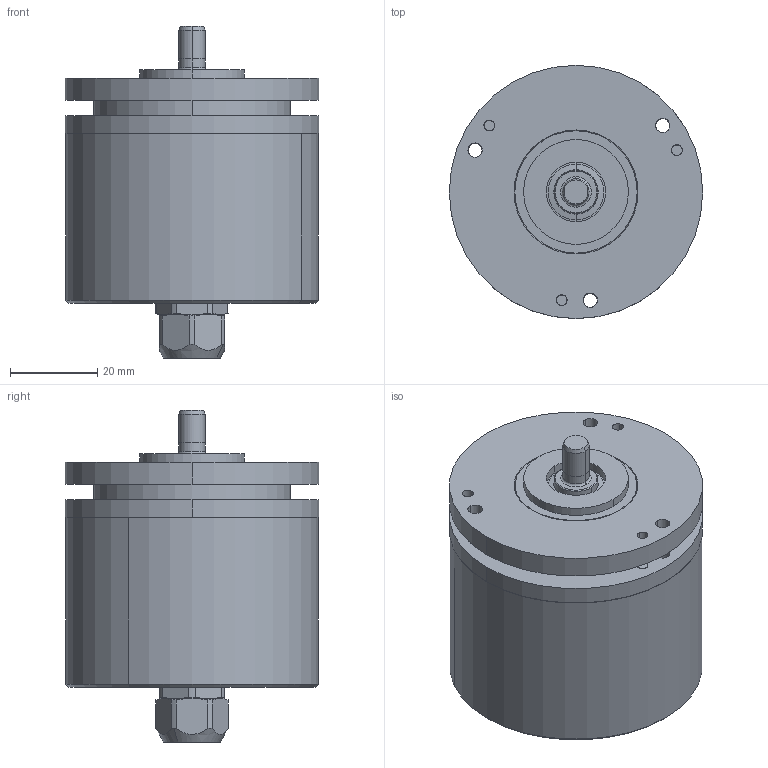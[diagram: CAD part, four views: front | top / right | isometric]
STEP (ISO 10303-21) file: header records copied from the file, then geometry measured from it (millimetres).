
FILE_DESCRIPTION((''),'2;1');
FILE_NAME('581607','2010-11-10T',('se2802'),(''),'PRO/ENGINEER BY PARAMETRIC TECHNOLOGY CORPORATION, 2010180','PRO/ENGINEER BY PARAMETRIC TECHNOLOGY CORPORATION, 2010180','');
FILE_SCHEMA(('CONFIG_CONTROL_DESIGN'));
Length unit declared in the file: millimetre
Products named in the file (1): 581607
Bounding box: 58 x 58 x 76 mm (x, y, z)
Volume: 78330.1 mm3; surface area: 39465.3 mm2
Topology: 2 solids, 4 shells, 1172 faces, 3260 edges, 2123 vertices
Faces by surface type: cylinder 359, plane 335, extrusion 324, cone 88, torus 60, sphere 6
Entity records: 43139 total; most frequent: CARTESIAN_POINT 13726, ORIENTED_EDGE 6516, DIRECTION 5464, EDGE_CURVE 3258, VERTEX_POINT 2123, AXIS2_PLACEMENT_3D 1952, VECTOR 1560, EDGE_LOOP 1281
